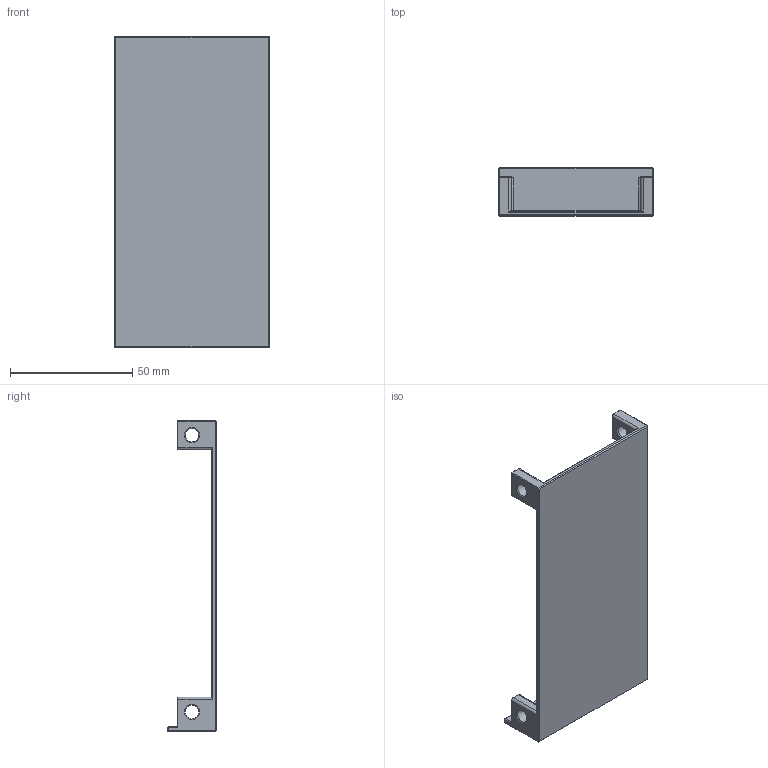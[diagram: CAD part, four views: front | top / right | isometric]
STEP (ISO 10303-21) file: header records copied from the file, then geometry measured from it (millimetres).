
FILE_DESCRIPTION(/* description */ (''),/* implementation_level */ '2;1');
FILE_NAME(/* name */ 'B-Z_Filler_Panel_2-L.stp',/* time_stamp */ '2021-01-11T16:29:06-08:00',/* author */ (''),/* organization */ (''),/* preprocessor_version */ 'ST-DEVELOPER v18.1',/* originating_system */ 'Autodesk Translation Framework v9.7.0.1280',/* authorisation */ '');
FILE_SCHEMA (('AUTOMOTIVE_DESIGN { 1 0 10303 214 3 1 1 }'));
Length unit declared in the file: millimetre
Products named in the file (1): Z Filler Panel
Bounding box: 63 x 20 x 127 mm (x, y, z)
Volume: 21078.5 mm3; surface area: 20571.8 mm2
Topology: 1 solids, 1 shells, 116 faces, 290 edges, 172 vertices
Faces by surface type: plane 56, cone 30, cylinder 22, torus 8
Full cylindrical faces by diameter (mm): 5.5 x4
Entity records: 3423 total; most frequent: DIRECTION 612, CARTESIAN_POINT 599, ORIENTED_EDGE 572, EDGE_CURVE 286, AXIS2_PLACEMENT_3D 221, VERTEX_POINT 172, LINE 170, VECTOR 170
